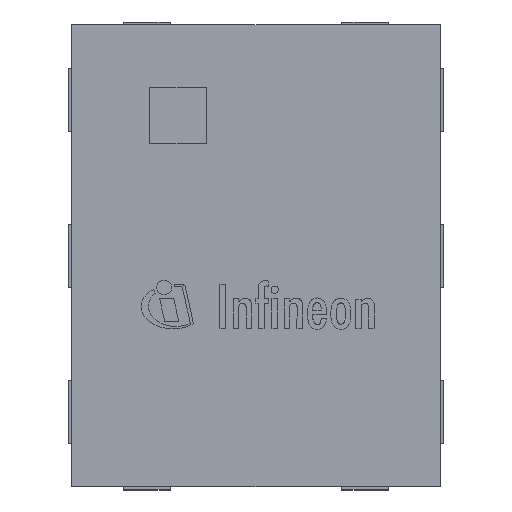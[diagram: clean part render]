
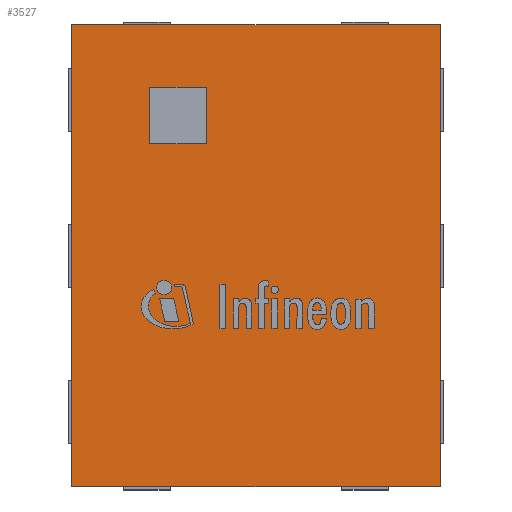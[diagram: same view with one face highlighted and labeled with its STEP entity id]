
A CAD part, top view. The second image highlights one B-rep face of the part: STEP entity #3527.
In plain terms, the highlighted planar face has unit normal (0, 0, 1).
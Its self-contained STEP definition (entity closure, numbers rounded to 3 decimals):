
#75=FACE_BOUND('',#464,.T.);
#242=FACE_OUTER_BOUND('',#463,.T.);
#463=EDGE_LOOP('',(#2669,#2670,#2671,#2672));
#464=EDGE_LOOP('',(#2673,#2674,#2675,#2676));
#785=LINE('',#5178,#1225);
#789=LINE('',#5185,#1229);
#792=LINE('',#5191,#1232);
#794=LINE('',#5194,#1234);
#795=LINE('',#5198,#1235);
#796=LINE('',#5200,#1236);
#797=LINE('',#5202,#1237);
#798=LINE('',#5203,#1238);
#1225=VECTOR('',#4280,1000.);
#1229=VECTOR('',#4286,1000.);
#1232=VECTOR('',#4291,1000.);
#1234=VECTOR('',#4295,1000.);
#1235=VECTOR('',#4298,1000.);
#1236=VECTOR('',#4299,1000.);
#1237=VECTOR('',#4300,1000.);
#1238=VECTOR('',#4301,1000.);
#1601=VERTEX_POINT('',#5175);
#1602=VERTEX_POINT('',#5177);
#1604=VERTEX_POINT('',#5183);
#1606=VERTEX_POINT('',#5189);
#1607=VERTEX_POINT('',#5196);
#1608=VERTEX_POINT('',#5197);
#1609=VERTEX_POINT('',#5199);
#1610=VERTEX_POINT('',#5201);
#1985=EDGE_CURVE('',#1602,#1601,#785,.T.);
#1989=EDGE_CURVE('',#1601,#1604,#789,.T.);
#1992=EDGE_CURVE('',#1604,#1606,#792,.T.);
#1994=EDGE_CURVE('',#1606,#1602,#794,.T.);
#1995=EDGE_CURVE('',#1607,#1608,#795,.T.);
#1996=EDGE_CURVE('',#1609,#1607,#796,.T.);
#1997=EDGE_CURVE('',#1610,#1609,#797,.T.);
#1998=EDGE_CURVE('',#1608,#1610,#798,.T.);
#2669=ORIENTED_EDGE('',*,*,#1985,.T.);
#2670=ORIENTED_EDGE('',*,*,#1989,.T.);
#2671=ORIENTED_EDGE('',*,*,#1992,.T.);
#2672=ORIENTED_EDGE('',*,*,#1994,.T.);
#2673=ORIENTED_EDGE('',*,*,#1995,.F.);
#2674=ORIENTED_EDGE('',*,*,#1996,.F.);
#2675=ORIENTED_EDGE('',*,*,#1997,.F.);
#2676=ORIENTED_EDGE('',*,*,#1998,.F.);
#3325=PLANE('',#3779);
#3527=ADVANCED_FACE('',(#242,#75),#3325,.T.);
#3779=AXIS2_PLACEMENT_3D('',#5195,#4296,#4297);
#4280=DIRECTION('',(0.,1.,0.));
#4286=DIRECTION('',(-1.,0.,0.));
#4291=DIRECTION('',(0.,-1.,0.));
#4295=DIRECTION('',(1.,0.,0.));
#4296=DIRECTION('center_axis',(0.,0.,1.));
#4297=DIRECTION('ref_axis',(1.,0.,0.));
#4298=DIRECTION('',(0.,1.,0.));
#4299=DIRECTION('',(1.,0.,0.));
#4300=DIRECTION('',(0.,-1.,0.));
#4301=DIRECTION('',(-1.,0.,0.));
#5175=CARTESIAN_POINT('',(0.59,0.74,0.4));
#5177=CARTESIAN_POINT('',(0.59,-0.74,0.4));
#5178=CARTESIAN_POINT('',(0.59,0.74,0.4));
#5183=CARTESIAN_POINT('',(-0.59,0.74,0.4));
#5185=CARTESIAN_POINT('',(-0.59,0.74,0.4));
#5189=CARTESIAN_POINT('',(-0.59,-0.74,0.4));
#5191=CARTESIAN_POINT('',(-0.59,0.74,0.4));
#5194=CARTESIAN_POINT('',(-0.59,-0.74,0.4));
#5195=CARTESIAN_POINT('Origin',(0.,0.,0.4));
#5196=CARTESIAN_POINT('',(-0.16,0.36,0.4));
#5197=CARTESIAN_POINT('',(-0.16,0.54,0.4));
#5198=CARTESIAN_POINT('',(-0.16,0.54,0.4));
#5199=CARTESIAN_POINT('',(-0.34,0.36,0.4));
#5200=CARTESIAN_POINT('',(-0.34,0.36,0.4));
#5201=CARTESIAN_POINT('',(-0.34,0.54,0.4));
#5202=CARTESIAN_POINT('',(-0.34,0.54,0.4));
#5203=CARTESIAN_POINT('',(-0.34,0.54,0.4));
